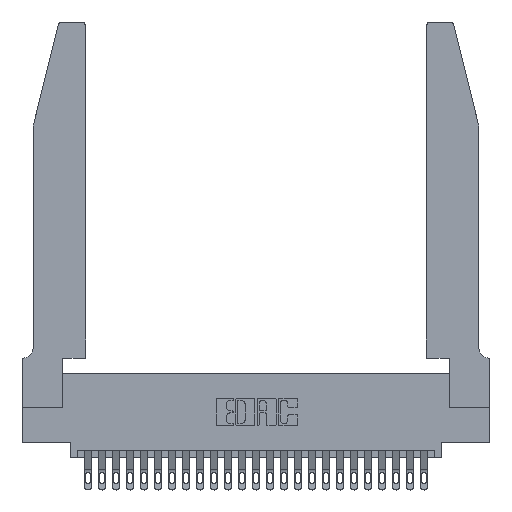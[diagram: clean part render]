
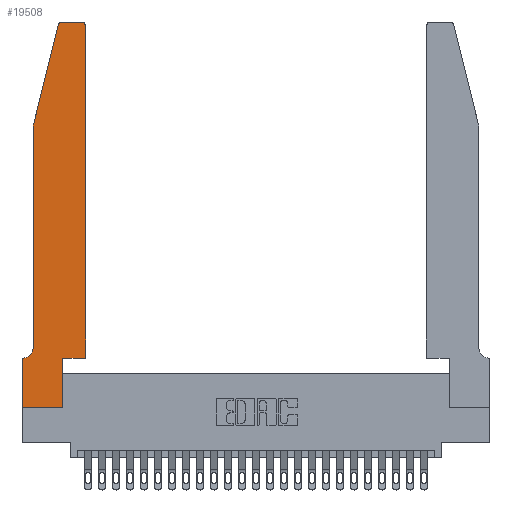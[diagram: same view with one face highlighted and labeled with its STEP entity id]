
A CAD part, top view. The second image highlights one B-rep face of the part: STEP entity #19508.
In plain terms, the highlighted planar face has unit normal (0, 0, 1).
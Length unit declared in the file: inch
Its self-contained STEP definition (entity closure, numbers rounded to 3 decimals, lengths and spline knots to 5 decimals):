
#10 = CARTESIAN_POINT ( 'NONE',  ( 0.0755, 2., 0.37 ) ) ;
#990 = ORIENTED_EDGE ( 'NONE', *, *, #6165, .T. ) ;
#1136 = VECTOR ( 'NONE', #24466, 39.37008 ) ;
#1683 = VERTEX_POINT ( 'NONE', #1926 ) ;
#1711 = VERTEX_POINT ( 'NONE', #10 ) ;
#1745 = LINE ( 'NONE', #10323, #23346 ) ;
#1926 = CARTESIAN_POINT ( 'NONE',  ( 0., 0., 0.37 ) ) ;
#2802 = ORIENTED_EDGE ( 'NONE', *, *, #21078, .T. ) ;
#2872 = AXIS2_PLACEMENT_3D ( 'NONE', #22458, #10056, #24573 ) ;
#3038 = CIRCLE ( 'NONE', #2872, 0.07 ) ;
#3731 = VECTOR ( 'NONE', #14588, 39.37008 ) ;
#3827 = VECTOR ( 'NONE', #23771, 39.37008 ) ;
#4279 = LINE ( 'NONE', #7870, #20298 ) ;
#4471 = ORIENTED_EDGE ( 'NONE', *, *, #5952, .T. ) ;
#5043 = ORIENTED_EDGE ( 'NONE', *, *, #23096, .T. ) ;
#5157 = VERTEX_POINT ( 'NONE', #22483 ) ;
#5218 = CARTESIAN_POINT ( 'NONE',  ( 0.4205, 2.72, 0.37 ) ) ;
#5846 = CARTESIAN_POINT ( 'NONE',  ( 0.0755, 0.42, 0.37 ) ) ;
#5855 = VERTEX_POINT ( 'NONE', #12194 ) ;
#5931 = ORIENTED_EDGE ( 'NONE', *, *, #18943, .T. ) ;
#5952 = EDGE_CURVE ( 'NONE', #8061, #13943, #15314, .T. ) ;
#6118 = VERTEX_POINT ( 'NONE', #19515 ) ;
#6165 = EDGE_CURVE ( 'NONE', #13943, #5157, #10132, .T. ) ;
#6271 = CARTESIAN_POINT ( 'NONE',  ( 0., 0., 0.37 ) ) ;
#6885 = AXIS2_PLACEMENT_3D ( 'NONE', #23672, #11257, #25762 ) ;
#6952 = DIRECTION ( 'NONE',  ( 0., -1., 0. ) ) ;
#6953 = CARTESIAN_POINT ( 'NONE',  ( 0.0055, 0.35, 0.37 ) ) ;
#7302 = AXIS2_PLACEMENT_3D ( 'NONE', #5218, #19830, #7348 ) ;
#7348 = DIRECTION ( 'NONE',  ( 1., 0., 0. ) ) ;
#7396 = ORIENTED_EDGE ( 'NONE', *, *, #25680, .T. ) ;
#7695 = DIRECTION ( 'NONE',  ( 0., 1., 0. ) ) ;
#7775 = EDGE_CURVE ( 'NONE', #13139, #1711, #22670, .T. ) ;
#7818 = CARTESIAN_POINT ( 'NONE',  ( 0.2605, 2.75, 0.37 ) ) ;
#7870 = CARTESIAN_POINT ( 'NONE',  ( 0.0755, 0.35, 0.37 ) ) ;
#8061 = VERTEX_POINT ( 'NONE', #10996 ) ;
#8366 = FACE_OUTER_BOUND ( 'NONE', #17005, .T. ) ;
#9160 = VECTOR ( 'NONE', #22776, 39.37008 ) ;
#9803 = CARTESIAN_POINT ( 'NONE',  ( 0.4205, 2.75, 0.37 ) ) ;
#9976 = ORIENTED_EDGE ( 'NONE', *, *, #15583, .T. ) ;
#10056 = DIRECTION ( 'NONE',  ( 0., 0., -1. ) ) ;
#10132 = LINE ( 'NONE', #21781, #3827 ) ;
#10323 = CARTESIAN_POINT ( 'NONE',  ( 0., 0., 0.37 ) ) ;
#10382 = CARTESIAN_POINT ( 'NONE',  ( 0.4505, 0.35, 0.37 ) ) ;
#10996 = CARTESIAN_POINT ( 'NONE',  ( 0.2865, 0.35, 0.37 ) ) ;
#11015 = ORIENTED_EDGE ( 'NONE', *, *, #7775, .T. ) ;
#11019 = VECTOR ( 'NONE', #6952, 39.37008 ) ;
#11022 = CARTESIAN_POINT ( 'NONE',  ( 0.0755, 2., 0.37 ) ) ;
#11257 = DIRECTION ( 'NONE',  ( 0., 0., 1. ) ) ;
#11434 = CIRCLE ( 'NONE', #7302, 0.03 ) ;
#11791 = ORIENTED_EDGE ( 'NONE', *, *, #20515, .T. ) ;
#11876 = VERTEX_POINT ( 'NONE', #5846 ) ;
#11916 = CARTESIAN_POINT ( 'NONE',  ( 0.284, 2.72, 0.37 ) ) ;
#12079 = DIRECTION ( 'NONE',  ( -1., 0., 0. ) ) ;
#12194 = CARTESIAN_POINT ( 'NONE',  ( 0.2865, 0., 0.37 ) ) ;
#12359 = CARTESIAN_POINT ( 'NONE',  ( 0.0755, 2., 0.37 ) ) ;
#12993 = CARTESIAN_POINT ( 'NONE',  ( 0.4505, 0.35, 0.37 ) ) ;
#13139 = VERTEX_POINT ( 'NONE', #20374 ) ;
#13199 = CIRCLE ( 'NONE', #24015, 0.03 ) ;
#13425 = CARTESIAN_POINT ( 'NONE',  ( 0.284, 2.75, 0.37 ) ) ;
#13943 = VERTEX_POINT ( 'NONE', #12993 ) ;
#13997 = DIRECTION ( 'NONE',  ( 1., 0., 0. ) ) ;
#14427 = DIRECTION ( 'NONE',  ( -0.239, -0.971, 0. ) ) ;
#14588 = DIRECTION ( 'NONE',  ( 1., 0., 0. ) ) ;
#15120 = EDGE_CURVE ( 'NONE', #1683, #5855, #19760, .T. ) ;
#15314 = LINE ( 'NONE', #10382, #9160 ) ;
#15583 = EDGE_CURVE ( 'NONE', #11876, #27087, #3038, .T. ) ;
#15805 = VERTEX_POINT ( 'NONE', #9803 ) ;
#16506 = VECTOR ( 'NONE', #14427, 39.37008 ) ;
#16508 = LINE ( 'NONE', #11022, #11019 ) ;
#17005 = EDGE_LOOP ( 'NONE', ( #23857, #11791, #11015, #5931, #9976, #2802, #20154, #22443, #7396, #4471, #990, #5043 ) ) ;
#17901 = LINE ( 'NONE', #7818, #1136 ) ;
#18943 = EDGE_CURVE ( 'NONE', #1711, #11876, #16508, .T. ) ;
#19508 = ADVANCED_FACE ( 'NONE', ( #8366 ), #21595, .T. ) ;
#19515 = CARTESIAN_POINT ( 'NONE',  ( 0., 0.35, 0.37 ) ) ;
#19557 = VERTEX_POINT ( 'NONE', #13425 ) ;
#19760 = LINE ( 'NONE', #6271, #3731 ) ;
#19830 = DIRECTION ( 'NONE',  ( 0., 0., 1. ) ) ;
#20154 = ORIENTED_EDGE ( 'NONE', *, *, #25241, .T. ) ;
#20298 = VECTOR ( 'NONE', #12079, 39.37008 ) ;
#20336 = CARTESIAN_POINT ( 'NONE',  ( 0.2865, 0.35, 0.37 ) ) ;
#20374 = CARTESIAN_POINT ( 'NONE',  ( 0.25487, 2.72718, 0.37 ) ) ;
#20415 = LINE ( 'NONE', #20336, #23995 ) ;
#20515 = EDGE_CURVE ( 'NONE', #19557, #13139, #13199, .T. ) ;
#21078 = EDGE_CURVE ( 'NONE', #27087, #6118, #4279, .T. ) ;
#21595 = PLANE ( 'NONE',  #6885 ) ;
#21781 = CARTESIAN_POINT ( 'NONE',  ( 0.4505, 0.35, 0.37 ) ) ;
#22443 = ORIENTED_EDGE ( 'NONE', *, *, #15120, .T. ) ;
#22458 = CARTESIAN_POINT ( 'NONE',  ( 0.0055, 0.42, 0.37 ) ) ;
#22483 = CARTESIAN_POINT ( 'NONE',  ( 0.4505, 2.72, 0.37 ) ) ;
#22670 = LINE ( 'NONE', #12359, #16506 ) ;
#22776 = DIRECTION ( 'NONE',  ( 1., 0., 0. ) ) ;
#23096 = EDGE_CURVE ( 'NONE', #5157, #15805, #11434, .T. ) ;
#23269 = EDGE_CURVE ( 'NONE', #15805, #19557, #17901, .T. ) ;
#23346 = VECTOR ( 'NONE', #24820, 39.37008 ) ;
#23672 = CARTESIAN_POINT ( 'NONE',  ( 0., 0.35, 0.37 ) ) ;
#23771 = DIRECTION ( 'NONE',  ( 0., 1., 0. ) ) ;
#23857 = ORIENTED_EDGE ( 'NONE', *, *, #23269, .T. ) ;
#23995 = VECTOR ( 'NONE', #7695, 39.37008 ) ;
#24015 = AXIS2_PLACEMENT_3D ( 'NONE', #11916, #26425, #13997 ) ;
#24466 = DIRECTION ( 'NONE',  ( -1., 0., 0. ) ) ;
#24573 = DIRECTION ( 'NONE',  ( -1., 0., 0. ) ) ;
#24820 = DIRECTION ( 'NONE',  ( 0., -1., 0. ) ) ;
#25241 = EDGE_CURVE ( 'NONE', #6118, #1683, #1745, .T. ) ;
#25680 = EDGE_CURVE ( 'NONE', #5855, #8061, #20415, .T. ) ;
#25762 = DIRECTION ( 'NONE',  ( 1., 0., 0. ) ) ;
#26425 = DIRECTION ( 'NONE',  ( 0., 0., 1. ) ) ;
#27087 = VERTEX_POINT ( 'NONE', #6953 ) ;
